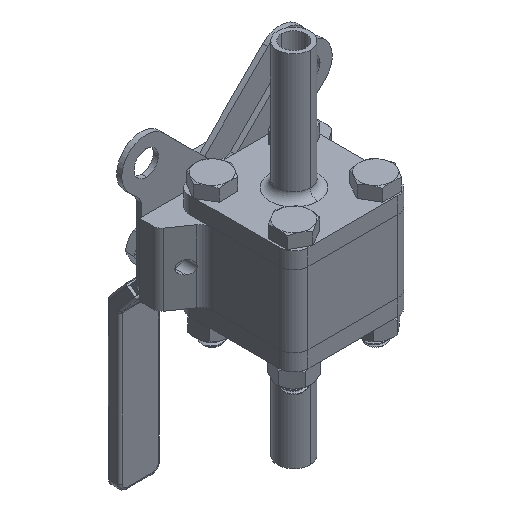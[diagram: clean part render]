
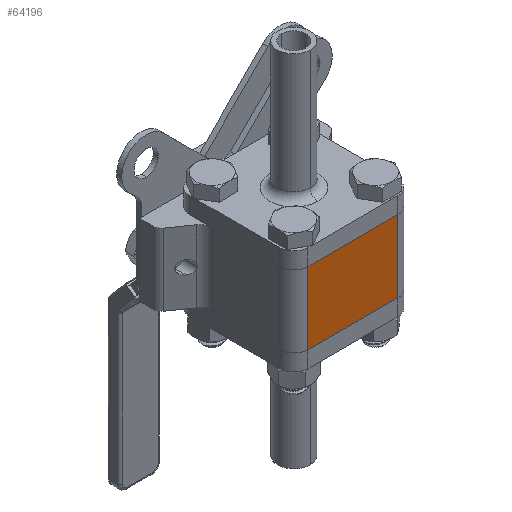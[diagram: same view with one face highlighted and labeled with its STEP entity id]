
A CAD part, isometric view. The second image highlights one B-rep face of the part: STEP entity #64196.
In plain terms, the highlighted planar face has unit normal (0, -1, 0).
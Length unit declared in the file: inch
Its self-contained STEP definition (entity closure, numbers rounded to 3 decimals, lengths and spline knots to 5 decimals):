
#97 = VERTEX_POINT ( 'NONE', #16572 ) ;
#312 = EDGE_CURVE ( 'NONE', #67860, #61723, #81787, .T. ) ;
#528 = ORIENTED_EDGE ( 'NONE', *, *, #54053, .T. ) ;
#628 = CARTESIAN_POINT ( 'NONE',  ( 0.68898, -0.90551, -0.55118 ) ) ;
#1109 = AXIS2_PLACEMENT_3D ( 'NONE', #80207, #98184, #107803 ) ;
#1386 = DIRECTION ( 'NONE',  ( 1., 0., 0. ) ) ;
#8289 = VECTOR ( 'NONE', #111146, 39.37008 ) ;
#16572 = CARTESIAN_POINT ( 'NONE',  ( -0.68898, -0.90551, -0.55118 ) ) ;
#24577 = DIRECTION ( 'NONE',  ( 0., 0., -1. ) ) ;
#27395 = VECTOR ( 'NONE', #24577, 39.37008 ) ;
#33625 = DIRECTION ( 'NONE',  ( 0., 0., -1. ) ) ;
#34411 = CARTESIAN_POINT ( 'NONE',  ( -0.68898, -0.90551, 0.55118 ) ) ;
#40014 = EDGE_CURVE ( 'NONE', #74488, #67860, #75576, .T. ) ;
#41886 = LINE ( 'NONE', #73430, #111936 ) ;
#43400 = CARTESIAN_POINT ( 'NONE',  ( 0.68898, -0.90551, 0.55118 ) ) ;
#45119 = CARTESIAN_POINT ( 'NONE',  ( 0.68898, -0.90551, 0.55118 ) ) ;
#47195 = CARTESIAN_POINT ( 'NONE',  ( 0.68898, -0.90551, 0.55118 ) ) ;
#50388 = EDGE_LOOP ( 'NONE', ( #74348, #58726, #69180, #528 ) ) ;
#51058 = PLANE ( 'NONE',  #1109 ) ;
#54053 = EDGE_CURVE ( 'NONE', #74488, #97, #98639, .T. ) ;
#58726 = ORIENTED_EDGE ( 'NONE', *, *, #312, .F. ) ;
#61723 = VERTEX_POINT ( 'NONE', #628 ) ;
#64196 = ADVANCED_FACE ( 'NONE', ( #80492 ), #51058, .F. ) ;
#67860 = VERTEX_POINT ( 'NONE', #45119 ) ;
#69180 = ORIENTED_EDGE ( 'NONE', *, *, #40014, .F. ) ;
#73430 = CARTESIAN_POINT ( 'NONE',  ( 0.68898, -0.90551, -0.55118 ) ) ;
#74348 = ORIENTED_EDGE ( 'NONE', *, *, #113200, .T. ) ;
#74488 = VERTEX_POINT ( 'NONE', #114701 ) ;
#75576 = LINE ( 'NONE', #47195, #8289 ) ;
#80207 = CARTESIAN_POINT ( 'NONE',  ( 0.68898, -0.90551, 0.55118 ) ) ;
#80492 = FACE_OUTER_BOUND ( 'NONE', #50388, .T. ) ;
#81787 = LINE ( 'NONE', #43400, #27395 ) ;
#82951 = VECTOR ( 'NONE', #33625, 39.37008 ) ;
#98184 = DIRECTION ( 'NONE',  ( 0., 1., 0. ) ) ;
#98639 = LINE ( 'NONE', #34411, #82951 ) ;
#107803 = DIRECTION ( 'NONE',  ( 0., 0., 1. ) ) ;
#111146 = DIRECTION ( 'NONE',  ( 1., 0., 0. ) ) ;
#111936 = VECTOR ( 'NONE', #1386, 39.37008 ) ;
#113200 = EDGE_CURVE ( 'NONE', #97, #61723, #41886, .T. ) ;
#114701 = CARTESIAN_POINT ( 'NONE',  ( -0.68898, -0.90551, 0.55118 ) ) ;
